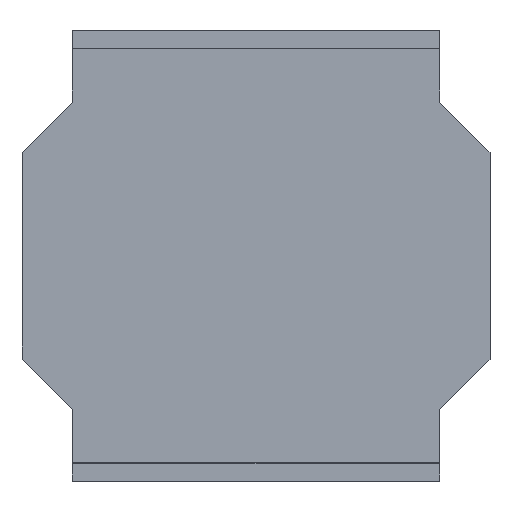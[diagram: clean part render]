
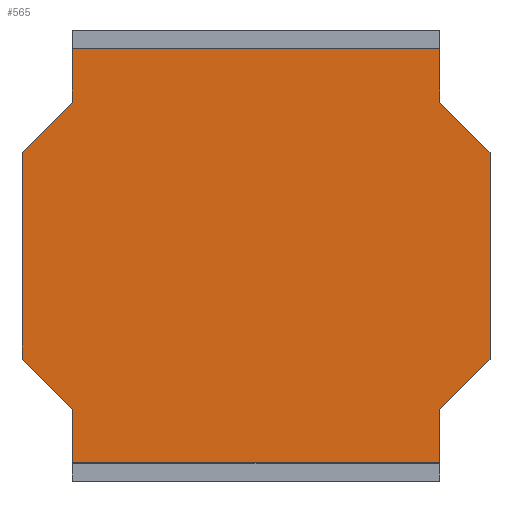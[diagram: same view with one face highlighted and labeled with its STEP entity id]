
A CAD part, top view. The second image highlights one B-rep face of the part: STEP entity #565.
In plain terms, the highlighted planar face has unit normal (0, 0, 1).
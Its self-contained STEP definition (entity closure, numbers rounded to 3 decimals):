
#32=FACE_OUTER_BOUND('',#62,.T.);
#62=EDGE_LOOP('',(#431,#432,#433,#434,#435,#436,#437,#438,#439,#440,#441,
#442));
#94=LINE('',#813,#169);
#96=LINE('',#817,#171);
#98=LINE('',#821,#173);
#100=LINE('',#825,#175);
#102=LINE('',#829,#177);
#104=LINE('',#833,#179);
#106=LINE('',#837,#181);
#108=LINE('',#841,#183);
#110=LINE('',#845,#185);
#112=LINE('',#849,#187);
#114=LINE('',#853,#189);
#116=LINE('',#856,#191);
#169=VECTOR('',#658,10.);
#171=VECTOR('',#662,10.);
#173=VECTOR('',#666,10.);
#175=VECTOR('',#670,10.);
#177=VECTOR('',#674,10.);
#179=VECTOR('',#678,10.);
#181=VECTOR('',#682,10.);
#183=VECTOR('',#686,10.);
#185=VECTOR('',#690,10.);
#187=VECTOR('',#694,10.);
#189=VECTOR('',#698,10.);
#191=VECTOR('',#702,10.);
#248=VERTEX_POINT('',#810);
#249=VERTEX_POINT('',#812);
#250=VERTEX_POINT('',#816);
#251=VERTEX_POINT('',#820);
#252=VERTEX_POINT('',#824);
#253=VERTEX_POINT('',#828);
#254=VERTEX_POINT('',#832);
#255=VERTEX_POINT('',#836);
#256=VERTEX_POINT('',#840);
#257=VERTEX_POINT('',#844);
#258=VERTEX_POINT('',#848);
#259=VERTEX_POINT('',#852);
#303=EDGE_CURVE('',#249,#248,#94,.T.);
#305=EDGE_CURVE('',#250,#249,#96,.T.);
#307=EDGE_CURVE('',#251,#250,#98,.T.);
#309=EDGE_CURVE('',#252,#251,#100,.T.);
#311=EDGE_CURVE('',#253,#252,#102,.T.);
#313=EDGE_CURVE('',#254,#253,#104,.T.);
#315=EDGE_CURVE('',#255,#254,#106,.T.);
#317=EDGE_CURVE('',#256,#255,#108,.T.);
#319=EDGE_CURVE('',#257,#256,#110,.T.);
#321=EDGE_CURVE('',#258,#257,#112,.T.);
#323=EDGE_CURVE('',#259,#258,#114,.T.);
#325=EDGE_CURVE('',#248,#259,#116,.T.);
#431=ORIENTED_EDGE('',*,*,#325,.T.);
#432=ORIENTED_EDGE('',*,*,#323,.T.);
#433=ORIENTED_EDGE('',*,*,#321,.T.);
#434=ORIENTED_EDGE('',*,*,#319,.T.);
#435=ORIENTED_EDGE('',*,*,#317,.T.);
#436=ORIENTED_EDGE('',*,*,#315,.T.);
#437=ORIENTED_EDGE('',*,*,#313,.T.);
#438=ORIENTED_EDGE('',*,*,#311,.T.);
#439=ORIENTED_EDGE('',*,*,#309,.T.);
#440=ORIENTED_EDGE('',*,*,#307,.T.);
#441=ORIENTED_EDGE('',*,*,#305,.T.);
#442=ORIENTED_EDGE('',*,*,#303,.T.);
#536=PLANE('',#612);
#565=ADVANCED_FACE('',(#32),#536,.T.);
#612=AXIS2_PLACEMENT_3D('',#857,#703,#704);
#658=DIRECTION('',(-1.,0.,0.));
#662=DIRECTION('',(0.,1.,0.));
#666=DIRECTION('',(-0.707,0.707,0.));
#670=DIRECTION('',(0.,1.,0.));
#674=DIRECTION('',(0.707,0.707,0.));
#678=DIRECTION('',(0.,1.,0.));
#682=DIRECTION('',(1.,0.,0.));
#686=DIRECTION('',(0.,-1.,0.));
#690=DIRECTION('',(0.707,-0.707,0.));
#694=DIRECTION('',(0.,-1.,0.));
#698=DIRECTION('',(-0.707,-0.707,0.));
#702=DIRECTION('',(0.,-1.,0.));
#703=DIRECTION('center_axis',(0.,0.,1.));
#704=DIRECTION('ref_axis',(1.,0.,0.));
#810=CARTESIAN_POINT('',(-3.267,3.683,3.7));
#812=CARTESIAN_POINT('',(3.267,3.683,3.7));
#813=CARTESIAN_POINT('',(-3.267,3.683,3.7));
#816=CARTESIAN_POINT('',(3.267,2.728,3.7));
#817=CARTESIAN_POINT('',(3.267,2.728,3.7));
#820=CARTESIAN_POINT('',(4.158,1.837,3.7));
#821=CARTESIAN_POINT('',(4.158,1.837,3.7));
#824=CARTESIAN_POINT('',(4.158,-1.837,3.7));
#825=CARTESIAN_POINT('',(4.158,-1.837,3.7));
#828=CARTESIAN_POINT('',(3.267,-2.728,3.7));
#829=CARTESIAN_POINT('',(3.267,-2.728,3.7));
#832=CARTESIAN_POINT('',(3.267,-3.683,3.7));
#833=CARTESIAN_POINT('',(3.267,-4.,3.7));
#836=CARTESIAN_POINT('',(-3.267,-3.683,3.7));
#837=CARTESIAN_POINT('',(-3.267,-3.683,3.7));
#840=CARTESIAN_POINT('',(-3.267,-2.728,3.7));
#841=CARTESIAN_POINT('',(-3.267,-2.728,3.7));
#844=CARTESIAN_POINT('',(-4.158,-1.837,3.7));
#845=CARTESIAN_POINT('',(-4.158,-1.837,3.7));
#848=CARTESIAN_POINT('',(-4.158,1.837,3.7));
#849=CARTESIAN_POINT('',(-4.158,1.837,3.7));
#852=CARTESIAN_POINT('',(-3.267,2.728,3.7));
#853=CARTESIAN_POINT('',(-3.267,2.728,3.7));
#856=CARTESIAN_POINT('',(-3.267,4.,3.7));
#857=CARTESIAN_POINT('Origin',(0.,0.,3.7));
